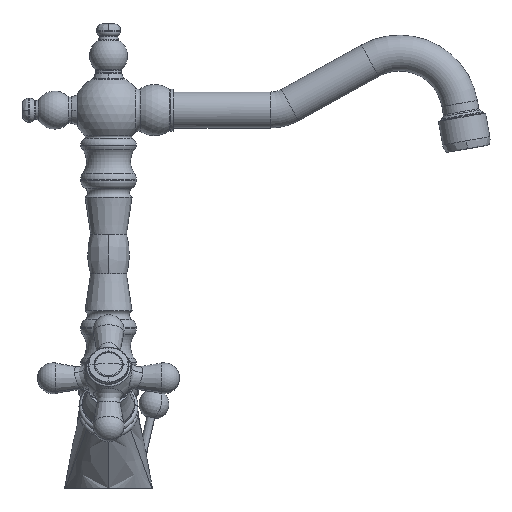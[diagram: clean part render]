
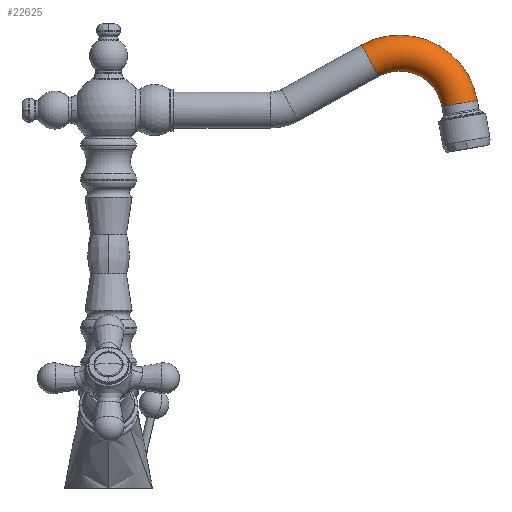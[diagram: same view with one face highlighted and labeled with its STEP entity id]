
A CAD part, front view. The second image highlights one B-rep face of the part: STEP entity #22625.
In plain terms, the highlighted toroidal (fillet/blend) face has major radius 30.5 mm and minor radius 9 mm.
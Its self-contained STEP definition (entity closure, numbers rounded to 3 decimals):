
#22549=CARTESIAN_POINT('Vertex',(135.185,0.,206.124)) ;
#22552=CARTESIAN_POINT('Axis2P3D Location',(130.821,0.,213.995)) ;
#22556=CARTESIAN_POINT('Vertex',(126.458,0.,221.867)) ;
#22595=CARTESIAN_POINT('Axis2P3D Location',(145.608,0.,187.319)) ;
#22600=CARTESIAN_POINT('Axis2P3D Location',(145.608,0.,187.319)) ;
#22604=CARTESIAN_POINT('Vertex',(166.782,0.,191.053)) ;
#22607=CARTESIAN_POINT('Axis2P3D Location',(175.645,0.,192.616)) ;
#22611=CARTESIAN_POINT('Vertex',(184.508,0.,194.179)) ;
#22614=CARTESIAN_POINT('Axis2P3D Location',(145.608,0.,187.319)) ;
#22553=DIRECTION('Axis2P3D Direction',(0.875,0.,0.485)) ;
#22596=DIRECTION('Axis2P3D Direction',(0.,1.,0.)) ;
#22597=DIRECTION('Axis2P3D XDirection',(-0.485,0.,0.875)) ;
#22601=DIRECTION('Axis2P3D Direction',(0.,1.,0.)) ;
#22608=DIRECTION('Axis2P3D Direction',(-0.174,0.,0.985)) ;
#22615=DIRECTION('Axis2P3D Direction',(0.,1.,0.)) ;
#22554=AXIS2_PLACEMENT_3D('Circle Axis2P3D',#22552,#22553,$) ;
#22598=AXIS2_PLACEMENT_3D('Torus Axis2P3D',#22595,#22596,#22597) ;
#22602=AXIS2_PLACEMENT_3D('Circle Axis2P3D',#22600,#22601,$) ;
#22609=AXIS2_PLACEMENT_3D('Circle Axis2P3D',#22607,#22608,$) ;
#22616=AXIS2_PLACEMENT_3D('Circle Axis2P3D',#22614,#22615,$) ;
#22555=CIRCLE('generated circle',#22554,9.) ;
#22603=CIRCLE('generated circle',#22602,21.5) ;
#22610=CIRCLE('generated circle',#22609,9.) ;
#22617=CIRCLE('generated circle',#22616,39.5) ;
#22599=TOROIDAL_SURFACE('homeo Torus',#22598,30.5,9.) ;
#22558=EDGE_CURVE('',#22557,#22550,#22555,.T.) ;
#22606=EDGE_CURVE('',#22550,#22605,#22603,.T.) ;
#22613=EDGE_CURVE('',#22612,#22605,#22610,.F.) ;
#22618=EDGE_CURVE('',#22557,#22612,#22617,.T.) ;
#22620=ORIENTED_EDGE('',*,*,#22606,.T.) ;
#22621=ORIENTED_EDGE('',*,*,#22613,.F.) ;
#22622=ORIENTED_EDGE('',*,*,#22618,.F.) ;
#22623=ORIENTED_EDGE('',*,*,#22558,.T.) ;
#22619=EDGE_LOOP('',(#22620,#22621,#22622,#22623)) ;
#22550=VERTEX_POINT('',#22549) ;
#22557=VERTEX_POINT('',#22556) ;
#22605=VERTEX_POINT('',#22604) ;
#22612=VERTEX_POINT('',#22611) ;
#22625=ADVANCED_FACE('BLB_05_CP_ASM.1\\0\\MANIFOLD_SOLID_BREP #4110',(#22624),#22599,.T.) ;
#22624=FACE_OUTER_BOUND('',#22619,.T.) ;
